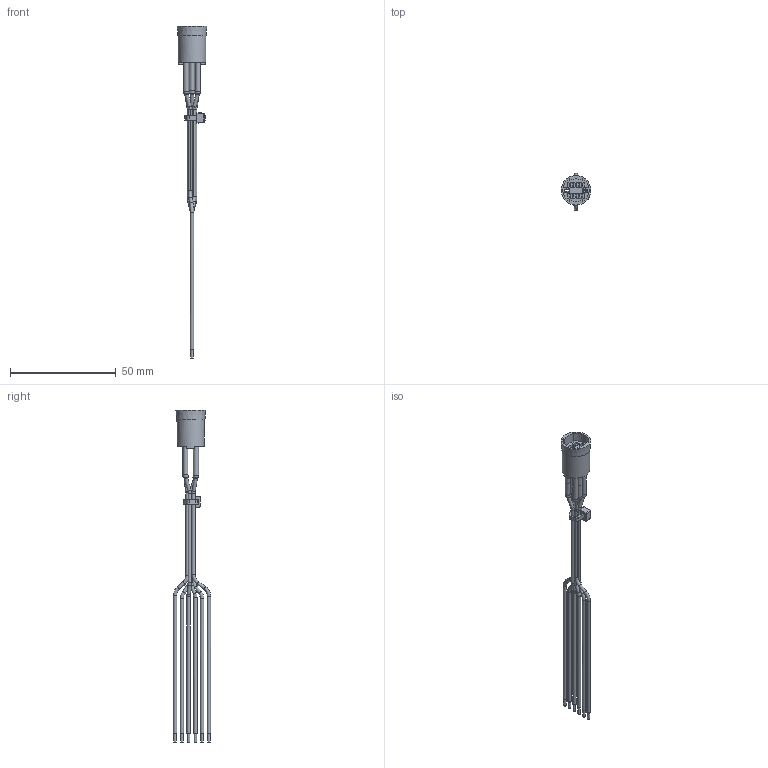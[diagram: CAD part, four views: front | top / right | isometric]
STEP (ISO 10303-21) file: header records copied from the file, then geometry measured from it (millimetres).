
FILE_DESCRIPTION(/* description */ ('','CAx-IF Rec.Pracs.---Representation and Presentation of Product Manufacturing Information (PMI)---4.0---2014-10-13'),/* implementation_level */ '2;1');
FILE_NAME(/* name */ 'PVP3WDN.stp',/* time_stamp */ '2019-06-11T08:44:20-05:00',/* author */ ('mroman'),/* organization */ (''),/* preprocessor_version */ 'ST-DEVELOPER v17',/* originating_system */ 'Autodesk Inventor 2018',/* authorisation */ '');
FILE_SCHEMA (('AP242_MANAGED_MODEL_BASED_3D_ENGINEERING_MIM_LF { 1 0 10303 442 1 1 4 }'));
Length unit declared in the file: millimetre
Products named in the file (1): PVP3WDN
Bounding box: 14 x 17.6 x 157.1 mm (x, y, z)
Volume: 3605.7 mm3; surface area: 6877.6 mm2
Topology: 1 solids, 2 shells, 602 faces, 1714 edges, 1124 vertices
Faces by surface type: plane 377, cylinder 118, bspline 53, torus 37, cone 9, sphere 8
Full cylindrical faces by diameter (mm): 1.2 x12, 1.6 x25, 2.4 x7, 13 x1
Entity records: 21644 total; most frequent: CARTESIAN_POINT 5831, ORIENTED_EDGE 3434, DIRECTION 3100, EDGE_CURVE 1717, VERTEX_POINT 1124, LINE 1122, VECTOR 1122, AXIS2_PLACEMENT_3D 993
